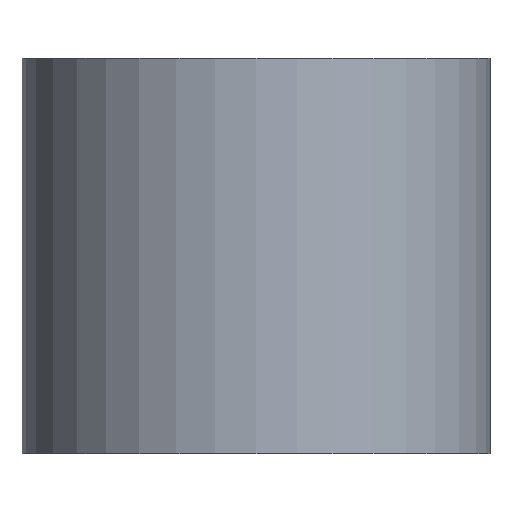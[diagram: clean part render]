
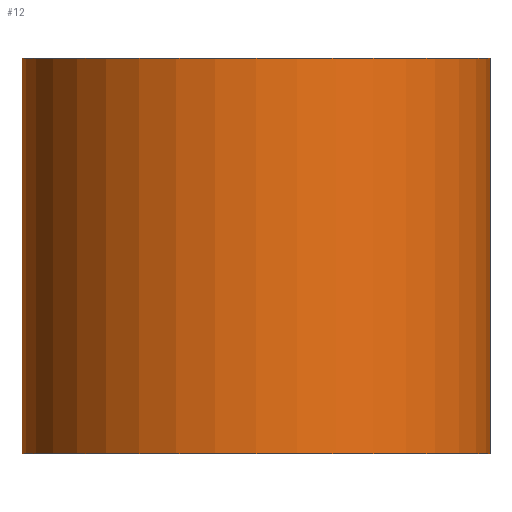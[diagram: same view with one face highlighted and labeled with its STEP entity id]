
A CAD part, front view. The second image highlights one B-rep face of the part: STEP entity #12.
In plain terms, the highlighted cylindrical face has radius 33.15 mm (diameter 66.3 mm), a partial arc.
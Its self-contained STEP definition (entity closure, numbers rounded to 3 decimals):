
#5 = EDGE_LOOP ( 'NONE', ( #9, #8, #7, #15 ) ) ;
#7 = ORIENTED_EDGE ( 'NONE', *, *, #74, .T. ) ;
#8 = ORIENTED_EDGE ( 'NONE', *, *, #96, .T. ) ;
#9 = ORIENTED_EDGE ( 'NONE', *, *, #73, .F. ) ;
#12 = ADVANCED_FACE ( 'NONE', ( #144 ), #139, .T. ) ;
#15 = ORIENTED_EDGE ( 'NONE', *, *, #16, .F. ) ;
#16 = EDGE_CURVE ( 'NONE', #43, #51, #129, .T. ) ;
#43 = VERTEX_POINT ( 'NONE', #182 ) ;
#49 = VERTEX_POINT ( 'NONE', #228 ) ;
#50 = VERTEX_POINT ( 'NONE', #227 ) ;
#51 = VERTEX_POINT ( 'NONE', #226 ) ;
#73 = EDGE_CURVE ( 'NONE', #50, #43, #243, .T. ) ;
#74 = EDGE_CURVE ( 'NONE', #49, #51, #291, .T. ) ;
#96 = EDGE_CURVE ( 'NONE', #50, #49, #270, .T. ) ;
#118 = CARTESIAN_POINT ( 'NONE',  ( 0., 0., 0. ) ) ;
#125 = DIRECTION ( 'NONE',  ( 1., 0., 0. ) ) ;
#126 = DIRECTION ( 'NONE',  ( 0., 0., 1. ) ) ;
#127 = CARTESIAN_POINT ( 'NONE',  ( 0., 0., 0. ) ) ;
#128 = AXIS2_PLACEMENT_3D ( 'NONE', #127, #126, #125 ) ;
#129 = CIRCLE ( 'NONE', #128, 33.15 ) ;
#136 = DIRECTION ( 'NONE',  ( 1., 0., 0. ) ) ;
#137 = DIRECTION ( 'NONE',  ( 0., 0., 1. ) ) ;
#138 = AXIS2_PLACEMENT_3D ( 'NONE', #118, #137, #136 ) ;
#139 = CYLINDRICAL_SURFACE ( 'NONE', #138, 33.15 ) ;
#144 = FACE_OUTER_BOUND ( 'NONE', #5, .T. ) ;
#177 = DIRECTION ( 'NONE',  ( 1., 0., 0. ) ) ;
#178 = DIRECTION ( 'NONE',  ( 0., 0., 1. ) ) ;
#179 = CARTESIAN_POINT ( 'NONE',  ( 0., 0., -56. ) ) ;
#180 = AXIS2_PLACEMENT_3D ( 'NONE', #179, #178, #177 ) ;
#182 = CARTESIAN_POINT ( 'NONE',  ( -33.15, 0., 0. ) ) ;
#226 = CARTESIAN_POINT ( 'NONE',  ( 33.15, 0., 0. ) ) ;
#227 = CARTESIAN_POINT ( 'NONE',  ( -33.15, 0., -56. ) ) ;
#228 = CARTESIAN_POINT ( 'NONE',  ( 33.15, 0., -56. ) ) ;
#243 = LINE ( 'NONE', #294, #293 ) ;
#270 = CIRCLE ( 'NONE', #180, 33.15 ) ;
#288 = DIRECTION ( 'NONE',  ( 0., 0., 1. ) ) ;
#289 = VECTOR ( 'NONE', #288, 1000. ) ;
#290 = CARTESIAN_POINT ( 'NONE',  ( 33.15, 0., 0. ) ) ;
#291 = LINE ( 'NONE', #290, #289 ) ;
#292 = DIRECTION ( 'NONE',  ( 0., 0., 1. ) ) ;
#293 = VECTOR ( 'NONE', #292, 1000. ) ;
#294 = CARTESIAN_POINT ( 'NONE',  ( -33.15, 0., 0. ) ) ;
